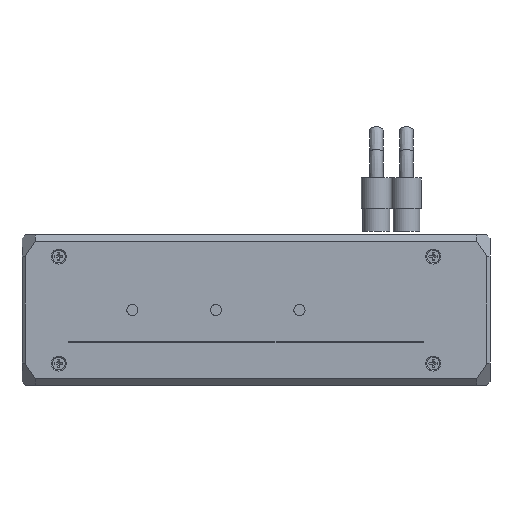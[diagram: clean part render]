
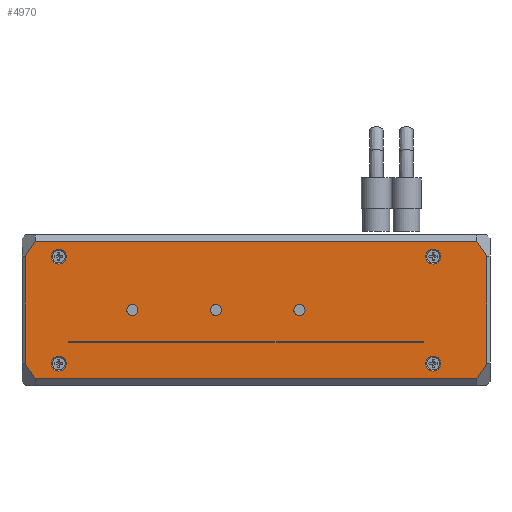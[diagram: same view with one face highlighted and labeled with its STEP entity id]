
A CAD part, front view. The second image highlights one B-rep face of the part: STEP entity #4970.
In plain terms, the highlighted planar face has unit normal (0, -1, 0).
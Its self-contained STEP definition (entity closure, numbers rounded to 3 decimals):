
#149=FACE_BOUND('',#932,.T.);
#150=FACE_BOUND('',#933,.T.);
#151=FACE_BOUND('',#934,.T.);
#152=FACE_BOUND('',#935,.T.);
#153=FACE_BOUND('',#936,.T.);
#154=FACE_BOUND('',#937,.T.);
#155=FACE_BOUND('',#938,.T.);
#156=FACE_BOUND('',#939,.T.);
#275=PLANE('',#5480);
#603=FACE_OUTER_BOUND('',#931,.T.);
#931=EDGE_LOOP('',(#4338,#4339,#4340,#4341,#4342,#4343,#4344,#4345));
#932=EDGE_LOOP('',(#4346));
#933=EDGE_LOOP('',(#4347));
#934=EDGE_LOOP('',(#4348,#4349,#4350,#4351));
#935=EDGE_LOOP('',(#4352));
#936=EDGE_LOOP('',(#4353));
#937=EDGE_LOOP('',(#4354));
#938=EDGE_LOOP('',(#4355));
#939=EDGE_LOOP('',(#4356));
#1178=CIRCLE('',#5453,2.25);
#1179=CIRCLE('',#5455,1.666);
#1180=CIRCLE('',#5457,1.666);
#1181=CIRCLE('',#5459,1.666);
#1182=CIRCLE('',#5461,2.25);
#1183=CIRCLE('',#5467,2.25);
#1184=CIRCLE('',#5469,2.25);
#1570=LINE('',#10547,#1986);
#1573=LINE('',#10552,#1989);
#1575=LINE('',#10556,#1991);
#1577=LINE('',#10559,#1993);
#1580=LINE('',#10571,#1996);
#1584=LINE('',#10578,#2000);
#1586=LINE('',#10582,#2002);
#1591=LINE('',#10591,#2007);
#1609=LINE('',#10627,#2025);
#1610=LINE('',#10630,#2026);
#1611=LINE('',#10632,#2027);
#1612=LINE('',#10633,#2028);
#1986=VECTOR('',#6609,10.);
#1989=VECTOR('',#6614,10.);
#1991=VECTOR('',#6618,10.);
#1993=VECTOR('',#6622,10.);
#1996=VECTOR('',#6635,10.);
#2000=VECTOR('',#6641,10.);
#2002=VECTOR('',#6645,10.);
#2007=VECTOR('',#6652,10.);
#2025=VECTOR('',#6682,10.);
#2026=VECTOR('',#6685,10.);
#2027=VECTOR('',#6686,10.);
#2028=VECTOR('',#6687,10.);
#2459=VERTEX_POINT('',#10525);
#2460=VERTEX_POINT('',#10529);
#2461=VERTEX_POINT('',#10533);
#2462=VERTEX_POINT('',#10537);
#2463=VERTEX_POINT('',#10541);
#2464=VERTEX_POINT('',#10545);
#2465=VERTEX_POINT('',#10546);
#2466=VERTEX_POINT('',#10551);
#2467=VERTEX_POINT('',#10555);
#2468=VERTEX_POINT('',#10561);
#2469=VERTEX_POINT('',#10565);
#2470=VERTEX_POINT('',#10569);
#2471=VERTEX_POINT('',#10570);
#2473=VERTEX_POINT('',#10577);
#2474=VERTEX_POINT('',#10581);
#2477=VERTEX_POINT('',#10588);
#2489=VERTEX_POINT('',#10625);
#2490=VERTEX_POINT('',#10629);
#2491=VERTEX_POINT('',#10631);
#3081=EDGE_CURVE('',#2459,#2459,#1178,.T.);
#3082=EDGE_CURVE('',#2460,#2460,#1179,.T.);
#3084=EDGE_CURVE('',#2461,#2461,#1180,.T.);
#3086=EDGE_CURVE('',#2462,#2462,#1181,.T.);
#3089=EDGE_CURVE('',#2463,#2463,#1182,.T.);
#3090=EDGE_CURVE('',#2464,#2465,#1570,.T.);
#3093=EDGE_CURVE('',#2464,#2466,#1573,.T.);
#3095=EDGE_CURVE('',#2467,#2466,#1575,.T.);
#3097=EDGE_CURVE('',#2467,#2465,#1577,.T.);
#3099=EDGE_CURVE('',#2468,#2468,#1183,.T.);
#3101=EDGE_CURVE('',#2469,#2469,#1184,.T.);
#3102=EDGE_CURVE('',#2470,#2471,#1580,.T.);
#3106=EDGE_CURVE('',#2471,#2473,#1584,.T.);
#3108=EDGE_CURVE('',#2473,#2474,#1586,.T.);
#3113=EDGE_CURVE('',#2474,#2477,#1591,.T.);
#3131=EDGE_CURVE('',#2489,#2470,#1609,.T.);
#3132=EDGE_CURVE('',#2490,#2489,#1610,.T.);
#3133=EDGE_CURVE('',#2491,#2490,#1611,.T.);
#3134=EDGE_CURVE('',#2477,#2491,#1612,.T.);
#4338=ORIENTED_EDGE('',*,*,#3131,.F.);
#4339=ORIENTED_EDGE('',*,*,#3132,.F.);
#4340=ORIENTED_EDGE('',*,*,#3133,.F.);
#4341=ORIENTED_EDGE('',*,*,#3134,.F.);
#4342=ORIENTED_EDGE('',*,*,#3113,.F.);
#4343=ORIENTED_EDGE('',*,*,#3108,.F.);
#4344=ORIENTED_EDGE('',*,*,#3106,.F.);
#4345=ORIENTED_EDGE('',*,*,#3102,.F.);
#4346=ORIENTED_EDGE('',*,*,#3101,.T.);
#4347=ORIENTED_EDGE('',*,*,#3099,.T.);
#4348=ORIENTED_EDGE('',*,*,#3097,.F.);
#4349=ORIENTED_EDGE('',*,*,#3095,.T.);
#4350=ORIENTED_EDGE('',*,*,#3093,.F.);
#4351=ORIENTED_EDGE('',*,*,#3090,.T.);
#4352=ORIENTED_EDGE('',*,*,#3089,.T.);
#4353=ORIENTED_EDGE('',*,*,#3086,.T.);
#4354=ORIENTED_EDGE('',*,*,#3084,.T.);
#4355=ORIENTED_EDGE('',*,*,#3082,.T.);
#4356=ORIENTED_EDGE('',*,*,#3081,.T.);
#4970=ADVANCED_FACE('',(#603,#149,#150,#151,#152,#153,#154,#155,#156),#275,
 .T.);
#5453=AXIS2_PLACEMENT_3D('',#10527,#6585,#6586);
#5455=AXIS2_PLACEMENT_3D('',#10530,#6589,#6590);
#5457=AXIS2_PLACEMENT_3D('',#10534,#6594,#6595);
#5459=AXIS2_PLACEMENT_3D('',#10538,#6599,#6600);
#5461=AXIS2_PLACEMENT_3D('',#10543,#6605,#6606);
#5467=AXIS2_PLACEMENT_3D('',#10563,#6626,#6627);
#5469=AXIS2_PLACEMENT_3D('',#10567,#6631,#6632);
#5480=AXIS2_PLACEMENT_3D('',#10628,#6683,#6684);
#6585=DIRECTION('center_axis',(0.,1.,0.));
#6586=DIRECTION('ref_axis',(-1.,0.,0.));
#6589=DIRECTION('center_axis',(0.,1.,0.));
#6590=DIRECTION('ref_axis',(0.,0.,-1.));
#6594=DIRECTION('center_axis',(0.,1.,0.));
#6595=DIRECTION('ref_axis',(0.,0.,-1.));
#6599=DIRECTION('center_axis',(0.,1.,0.));
#6600=DIRECTION('ref_axis',(0.,0.,-1.));
#6605=DIRECTION('center_axis',(0.,1.,0.));
#6606=DIRECTION('ref_axis',(1.,0.,0.));
#6609=DIRECTION('',(-1.,0.,0.));
#6614=DIRECTION('',(0.,0.,1.));
#6618=DIRECTION('',(1.,0.,0.));
#6622=DIRECTION('',(0.,0.,-1.));
#6626=DIRECTION('center_axis',(0.,1.,0.));
#6627=DIRECTION('ref_axis',(-1.,0.,0.));
#6631=DIRECTION('center_axis',(0.,1.,0.));
#6632=DIRECTION('ref_axis',(1.,0.,0.));
#6635=DIRECTION('',(0.577,0.,-0.816));
#6641=DIRECTION('',(0.,0.,-1.));
#6645=DIRECTION('',(-0.577,0.,-0.816));
#6652=DIRECTION('',(-1.,0.,0.));
#6682=DIRECTION('',(1.,0.,0.));
#6683=DIRECTION('center_axis',(0.,-1.,0.));
#6684=DIRECTION('ref_axis',(0.,0.,1.));
#6685=DIRECTION('',(0.577,0.,0.816));
#6686=DIRECTION('',(0.,0.,1.));
#6687=DIRECTION('',(-0.577,0.,0.816));
#10525=CARTESIAN_POINT('',(8.217,6.991,85.325));
#10527=CARTESIAN_POINT('Origin',(5.967,6.991,85.325));
#10529=CARTESIAN_POINT('',(-59.033,6.991,102.991));
#10530=CARTESIAN_POINT('Origin',(-59.033,6.991,101.325));
#10533=CARTESIAN_POINT('',(-84.033,6.991,102.991));
#10534=CARTESIAN_POINT('Origin',(-84.033,6.991,101.325));
#10537=CARTESIAN_POINT('',(-34.033,6.991,102.991));
#10538=CARTESIAN_POINT('Origin',(-34.033,6.991,101.325));
#10541=CARTESIAN_POINT('',(-108.283,6.991,85.325));
#10543=CARTESIAN_POINT('Origin',(-106.033,6.991,85.325));
#10545=CARTESIAN_POINT('',(2.967,6.991,91.725));
#10546=CARTESIAN_POINT('',(-103.033,6.991,91.725));
#10547=CARTESIAN_POINT('',(8.967,6.991,91.725));
#10551=CARTESIAN_POINT('',(2.967,6.991,91.825));
#10552=CARTESIAN_POINT('',(2.967,6.991,123.825));
#10555=CARTESIAN_POINT('',(-103.033,6.991,91.825));
#10556=CARTESIAN_POINT('',(-109.033,6.991,91.825));
#10559=CARTESIAN_POINT('',(-103.033,6.991,78.825));
#10561=CARTESIAN_POINT('',(8.217,6.991,117.325));
#10563=CARTESIAN_POINT('Origin',(5.967,6.991,117.325));
#10565=CARTESIAN_POINT('',(-108.283,6.991,117.325));
#10567=CARTESIAN_POINT('Origin',(-106.033,6.991,117.325));
#10569=CARTESIAN_POINT('',(18.967,6.991,121.825));
#10570=CARTESIAN_POINT('',(21.967,6.991,117.582));
#10571=CARTESIAN_POINT('',(30.2,6.991,105.939));
#10577=CARTESIAN_POINT('',(21.967,6.991,85.067));
#10578=CARTESIAN_POINT('',(21.967,6.991,90.075));
#10581=CARTESIAN_POINT('',(18.967,6.991,80.825));
#10582=CARTESIAN_POINT('',(19.594,6.991,81.71));
#10588=CARTESIAN_POINT('',(-113.033,6.991,80.825));
#10591=CARTESIAN_POINT('',(-119.033,6.991,80.825));
#10625=CARTESIAN_POINT('',(-113.033,6.991,121.825));
#10627=CARTESIAN_POINT('',(-119.033,6.991,121.825));
#10628=CARTESIAN_POINT('Origin',(22.967,6.991,78.825));
#10629=CARTESIAN_POINT('',(-116.033,6.991,117.582));
#10630=CARTESIAN_POINT('',(-113.992,6.991,120.468));
#10631=CARTESIAN_POINT('',(-116.033,6.991,85.067));
#10632=CARTESIAN_POINT('',(-116.033,6.991,112.575));
#10633=CARTESIAN_POINT('',(-124.599,6.991,97.182));
